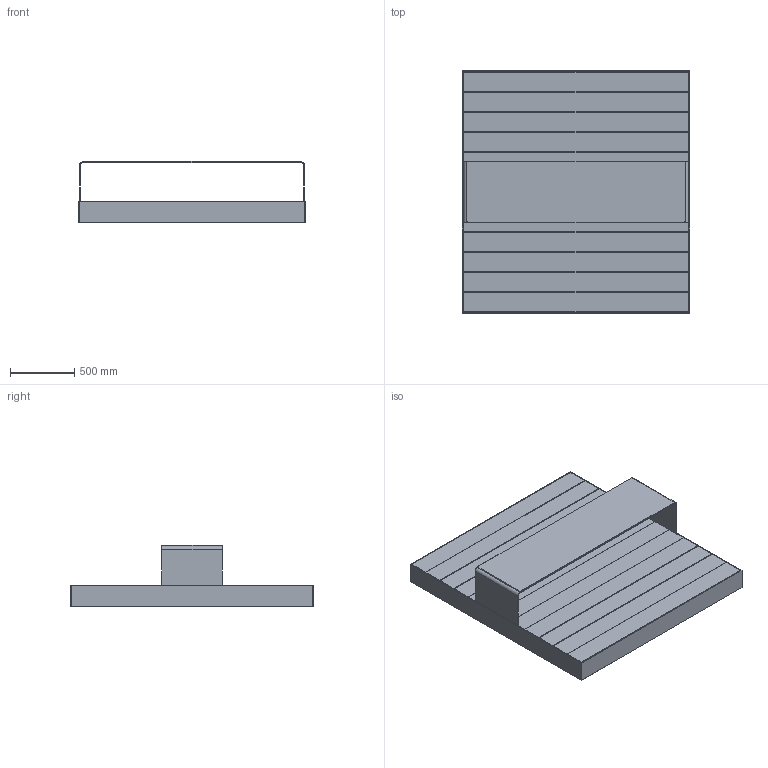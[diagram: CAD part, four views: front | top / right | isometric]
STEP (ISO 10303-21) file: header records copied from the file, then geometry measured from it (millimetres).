
FILE_DESCRIPTION(/* description */ (''),/* implementation_level */ '2;1');
FILE_NAME(/* name */ 'MO-1677-GT',/* time_stamp */ '2024-03-14T15:55:31+01:00',/* author */ (''),/* organization */ (''),/* preprocessor_version */ 'ST-DEVELOPER v19.2',/* originating_system */ 'Rhino 8.4',/* authorisation */ '');
FILE_SCHEMA (('CONFIG_CONTROL_DESIGN'));
Length unit declared in the file: inch
Products named in the file (1): Document
Bounding box: 1765.3 x 1879.6 x 476.25 mm (x, y, z)
Volume: 201304232 mm3; surface area: 27705581.9 mm2
Topology: 30 solids, 30 shells, 212 faces, 456 edges, 304 vertices
Faces by surface type: plane 196, cylinder 16
Entity records: 5150 total; most frequent: CARTESIAN_POINT 1462, ORIENTED_EDGE 912, EDGE_CURVE 456, B_SPLINE_CURVE_WITH_KNOTS 424, VERTEX_POINT 304, DIRECTION 280, AXIS2_PLACEMENT_3D 246, EDGE_LOOP 216
